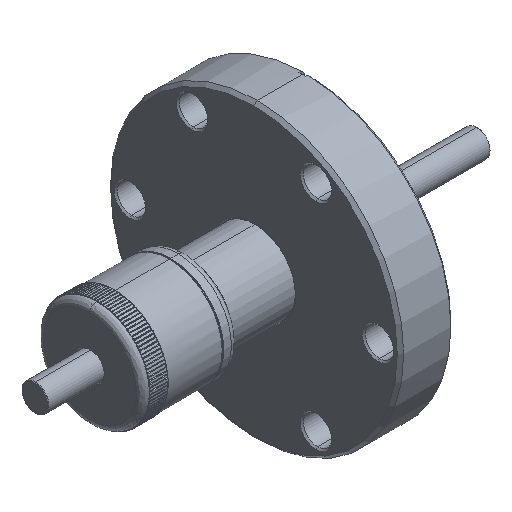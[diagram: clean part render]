
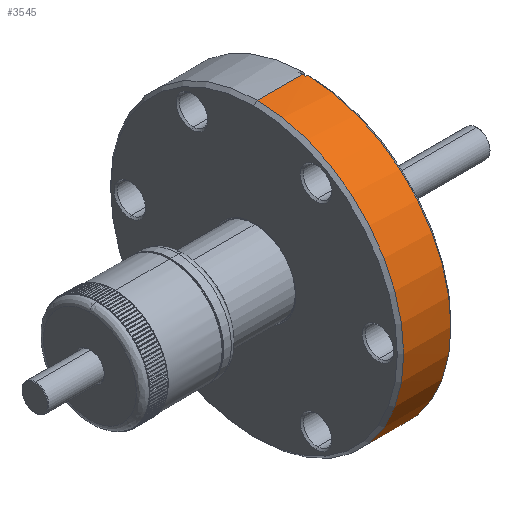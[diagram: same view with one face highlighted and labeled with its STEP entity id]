
A CAD part, isometric view. The second image highlights one B-rep face of the part: STEP entity #3545.
In plain terms, the highlighted cylindrical face has radius 34.671 mm (diameter 69.342 mm), a partial arc.
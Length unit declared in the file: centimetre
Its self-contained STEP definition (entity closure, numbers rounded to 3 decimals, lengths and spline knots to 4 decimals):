
#1126 = EDGE_CURVE ( 'NONE', #12389, #8898, #17978, .T. ) ;
#1142 = EDGE_CURVE ( 'NONE', #8821, #8820, #18008, .T. ) ;
#1144 = EDGE_CURVE ( 'NONE', #8900, #12379, #17081, .T. ) ;
#1160 = EDGE_CURVE ( 'NONE', #12379, #12384, #15047, .T. ) ;
#1313 = EDGE_CURVE ( 'NONE', #8861, #12389, #15131, .T. ) ;
#1322 = EDGE_CURVE ( 'NONE', #12384, #8849, #14813, .T. ) ;
#1573 = CARTESIAN_POINT ( 'NONE',  ( -0.0762, 0., 0. ) ) ;
#1574 = DIRECTION ( 'NONE',  ( -1., 0., 0. ) ) ;
#1575 = DIRECTION ( 'NONE',  ( 0., 0., -1. ) ) ;
#1606 = DIRECTION ( 'NONE',  ( -1., 0., 0. ) ) ;
#1616 = CARTESIAN_POINT ( 'NONE',  ( -0.0635, -0.0787, 3.4662 ) ) ;
#2226 = CARTESIAN_POINT ( 'NONE',  ( -0.0635, -0.0787, -3.4662 ) ) ;
#2287 = DIRECTION ( 'NONE',  ( 1., 0., 0. ) ) ;
#2449 = AXIS2_PLACEMENT_3D ( 'NONE', #5414, #5416, #5417 ) ;
#2742 = CARTESIAN_POINT ( 'NONE',  ( -0.127, 0., 0. ) ) ;
#2743 = DIRECTION ( 'NONE',  ( -1., 0., 0. ) ) ;
#2744 = DIRECTION ( 'NONE',  ( 0., 0., -1. ) ) ;
#2766 = CARTESIAN_POINT ( 'NONE',  ( -0.127, 0., 0. ) ) ;
#2767 = DIRECTION ( 'NONE',  ( -1., 0., 0. ) ) ;
#2768 = DIRECTION ( 'NONE',  ( 0., 0., -1. ) ) ;
#2780 = CARTESIAN_POINT ( 'NONE',  ( -1.1938, 0., 0. ) ) ;
#2781 = DIRECTION ( 'NONE',  ( -1., 0., 0. ) ) ;
#2785 = DIRECTION ( 'NONE',  ( 0., -1., 0. ) ) ;
#3545 = ADVANCED_FACE ( 'NONE', ( #14497 ), #14323, .T. ) ;
#5105 = CARTESIAN_POINT ( 'NONE',  ( -0.635, 0., -3.4671 ) ) ;
#5106 = DIRECTION ( 'NONE',  ( 1., 0., 0. ) ) ;
#5113 = CARTESIAN_POINT ( 'NONE',  ( -0.635, 0., 3.4671 ) ) ;
#5114 = DIRECTION ( 'NONE',  ( 1., 0., 0. ) ) ;
#5414 = CARTESIAN_POINT ( 'NONE',  ( -0.0762, 0., 0. ) ) ;
#5416 = DIRECTION ( 'NONE',  ( -1., 0., 0. ) ) ;
#5417 = DIRECTION ( 'NONE',  ( 0., 0., -1. ) ) ;
#7069 = CARTESIAN_POINT ( 'NONE',  ( -0.127, -0.0787, -3.4662 ) ) ;
#7071 = CARTESIAN_POINT ( 'NONE',  ( -0.0762, -0.0787, 3.4662 ) ) ;
#7077 = CARTESIAN_POINT ( 'NONE',  ( -0.127, -0.0787, 3.4662 ) ) ;
#8423 = AXIS2_PLACEMENT_3D ( 'NONE', #2742, #2743, #2744 ) ;
#8432 = AXIS2_PLACEMENT_3D ( 'NONE', #2766, #2767, #2768 ) ;
#8820 = VERTEX_POINT ( 'NONE', #10601 ) ;
#8821 = VERTEX_POINT ( 'NONE', #10602 ) ;
#8849 = VERTEX_POINT ( 'NONE', #10621 ) ;
#8861 = VERTEX_POINT ( 'NONE', #10629 ) ;
#8894 = AXIS2_PLACEMENT_3D ( 'NONE', #10399, #10397, #10395 ) ;
#8898 = VERTEX_POINT ( 'NONE', #19034 ) ;
#8900 = VERTEX_POINT ( 'NONE', #19035 ) ;
#10395 = DIRECTION ( 'NONE',  ( 0., 0., -1. ) ) ;
#10397 = DIRECTION ( 'NONE',  ( 1., 0., 0. ) ) ;
#10399 = CARTESIAN_POINT ( 'NONE',  ( -0.635, 0., 0. ) ) ;
#10601 = CARTESIAN_POINT ( 'NONE',  ( -1.1938, 0., 3.4671 ) ) ;
#10602 = CARTESIAN_POINT ( 'NONE',  ( -1.1938, 0., -3.4671 ) ) ;
#10621 = CARTESIAN_POINT ( 'NONE',  ( -0.127, 0., 3.4671 ) ) ;
#10629 = CARTESIAN_POINT ( 'NONE',  ( -0.127, 0., -3.4671 ) ) ;
#11056 = EDGE_LOOP ( 'NONE', ( #17407, #17200, #17375, #17168, #17277, #17374, #17167, #17275, #17063 ) ) ;
#12379 = VERTEX_POINT ( 'NONE', #7071 ) ;
#12384 = VERTEX_POINT ( 'NONE', #7077 ) ;
#12389 = VERTEX_POINT ( 'NONE', #7069 ) ;
#13463 = EDGE_CURVE ( 'NONE', #8821, #8861, #16135, .T. ) ;
#13464 = EDGE_CURVE ( 'NONE', #8820, #8849, #16134, .T. ) ;
#13570 = EDGE_CURVE ( 'NONE', #8898, #8900, #16004, .T. ) ;
#13796 = AXIS2_PLACEMENT_3D ( 'NONE', #2780, #2781, #2785 ) ;
#13798 = AXIS2_PLACEMENT_3D ( 'NONE', #1573, #1574, #1575 ) ;
#14323 = CYLINDRICAL_SURFACE ( 'NONE', #8894, 3.4671 ) ;
#14497 = FACE_OUTER_BOUND ( 'NONE', #11056, .T. ) ;
#14810 = VECTOR ( 'NONE', #1606, 100. ) ;
#14813 = CIRCLE ( 'NONE', #8432, 3.4671 ) ;
#15047 = LINE ( 'NONE', #1616, #14810 ) ;
#15131 = CIRCLE ( 'NONE', #8423, 3.4671 ) ;
#16004 = CIRCLE ( 'NONE', #2449, 3.4671 ) ;
#16131 = VECTOR ( 'NONE', #5114, 100. ) ;
#16133 = VECTOR ( 'NONE', #5106, 100. ) ;
#16134 = LINE ( 'NONE', #5113, #16131 ) ;
#16135 = LINE ( 'NONE', #5105, #16133 ) ;
#17063 = ORIENTED_EDGE ( 'NONE', *, *, #1322, .T. ) ;
#17081 = CIRCLE ( 'NONE', #13798, 3.4671 ) ;
#17167 = ORIENTED_EDGE ( 'NONE', *, *, #1144, .T. ) ;
#17168 = ORIENTED_EDGE ( 'NONE', *, *, #1313, .T. ) ;
#17200 = ORIENTED_EDGE ( 'NONE', *, *, #1142, .F. ) ;
#17275 = ORIENTED_EDGE ( 'NONE', *, *, #1160, .T. ) ;
#17277 = ORIENTED_EDGE ( 'NONE', *, *, #1126, .T. ) ;
#17287 = VECTOR ( 'NONE', #2287, 100. ) ;
#17374 = ORIENTED_EDGE ( 'NONE', *, *, #13570, .T. ) ;
#17375 = ORIENTED_EDGE ( 'NONE', *, *, #13463, .T. ) ;
#17407 = ORIENTED_EDGE ( 'NONE', *, *, #13464, .F. ) ;
#17978 = LINE ( 'NONE', #2226, #17287 ) ;
#18008 = CIRCLE ( 'NONE', #13796, 3.4671 ) ;
#19034 = CARTESIAN_POINT ( 'NONE',  ( -0.0762, -0.0787, -3.4662 ) ) ;
#19035 = CARTESIAN_POINT ( 'NONE',  ( -0.0762, -3.4671, 0. ) ) ;
